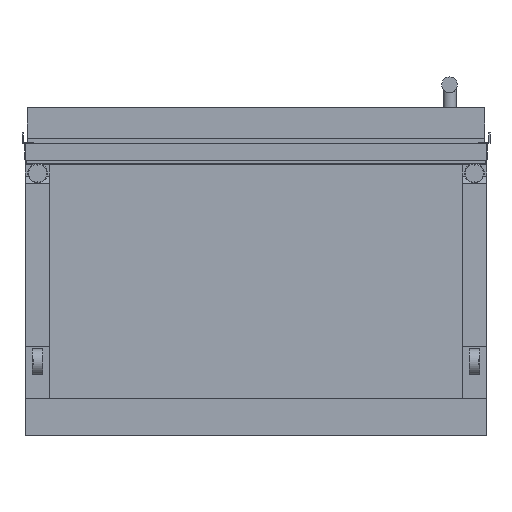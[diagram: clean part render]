
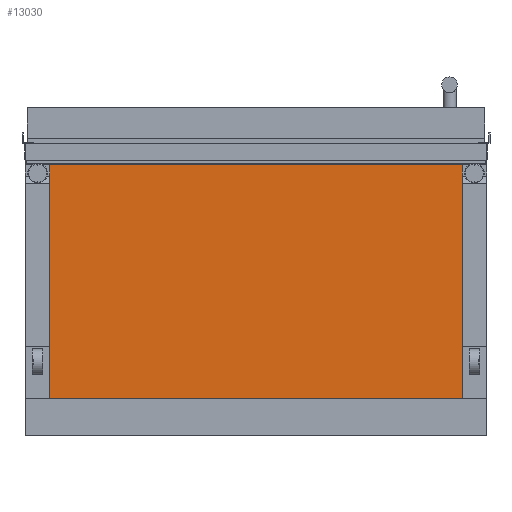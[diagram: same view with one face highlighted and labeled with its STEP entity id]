
A CAD part, front view. The second image highlights one B-rep face of the part: STEP entity #13030.
In plain terms, the highlighted planar face has unit normal (0, -1, 0).
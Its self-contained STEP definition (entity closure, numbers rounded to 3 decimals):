
#428 = EDGE_CURVE ( 'NONE', #1624, #11064, #3186, .T. ) ;
#530 = DIRECTION ( 'NONE',  ( 0., 0., 1. ) ) ;
#810 = ORIENTED_EDGE ( 'NONE', *, *, #428, .T. ) ;
#1267 = AXIS2_PLACEMENT_3D ( 'NONE', #11856, #15569, #530 ) ;
#1624 = VERTEX_POINT ( 'NONE', #1854 ) ;
#1778 = CARTESIAN_POINT ( 'NONE',  ( 396., -928.35, -210.4 ) ) ;
#1854 = CARTESIAN_POINT ( 'NONE',  ( -396., -928.35, -210.4 ) ) ;
#1869 = ORIENTED_EDGE ( 'NONE', *, *, #2154, .T. ) ;
#2154 = EDGE_CURVE ( 'NONE', #11064, #2967, #16218, .T. ) ;
#2674 = ORIENTED_EDGE ( 'NONE', *, *, #6086, .F. ) ;
#2967 = VERTEX_POINT ( 'NONE', #11180 ) ;
#3069 = EDGE_LOOP ( 'NONE', ( #6019, #810, #1869, #2674 ) ) ;
#3186 = LINE ( 'NONE', #9435, #9139 ) ;
#3639 = LINE ( 'NONE', #13720, #15120 ) ;
#4620 = EDGE_CURVE ( 'NONE', #1624, #8177, #3639, .T. ) ;
#5277 = CARTESIAN_POINT ( 'NONE',  ( 396., -928.35, -280. ) ) ;
#5876 = FACE_OUTER_BOUND ( 'NONE', #3069, .T. ) ;
#6019 = ORIENTED_EDGE ( 'NONE', *, *, #4620, .F. ) ;
#6086 = EDGE_CURVE ( 'NONE', #8177, #2967, #6744, .T. ) ;
#6203 = DIRECTION ( 'NONE',  ( 0., 0., 1. ) ) ;
#6744 = LINE ( 'NONE', #14382, #7342 ) ;
#7342 = VECTOR ( 'NONE', #13172, 1000. ) ;
#8177 = VERTEX_POINT ( 'NONE', #16157 ) ;
#9139 = VECTOR ( 'NONE', #15887, 1000. ) ;
#9435 = CARTESIAN_POINT ( 'NONE',  ( 443., -928.35, -210.4 ) ) ;
#11064 = VERTEX_POINT ( 'NONE', #1778 ) ;
#11180 = CARTESIAN_POINT ( 'NONE',  ( 396., -928.35, 240. ) ) ;
#11856 = CARTESIAN_POINT ( 'NONE',  ( 396., -928.35, -280. ) ) ;
#12637 = VECTOR ( 'NONE', #14459, 1000. ) ;
#12686 = PLANE ( 'NONE',  #1267 ) ;
#13030 = ADVANCED_FACE ( 'NONE', ( #5876 ), #12686, .F. ) ;
#13172 = DIRECTION ( 'NONE',  ( 1., 0., 0. ) ) ;
#13720 = CARTESIAN_POINT ( 'NONE',  ( -396., -928.35, -280. ) ) ;
#14382 = CARTESIAN_POINT ( 'NONE',  ( 396., -928.35, 240. ) ) ;
#14459 = DIRECTION ( 'NONE',  ( 0., 0., 1. ) ) ;
#15120 = VECTOR ( 'NONE', #6203, 1000. ) ;
#15569 = DIRECTION ( 'NONE',  ( 0., 1., 0. ) ) ;
#15887 = DIRECTION ( 'NONE',  ( 1., 0., 0. ) ) ;
#16157 = CARTESIAN_POINT ( 'NONE',  ( -396., -928.35, 240. ) ) ;
#16218 = LINE ( 'NONE', #5277, #12637 ) ;
